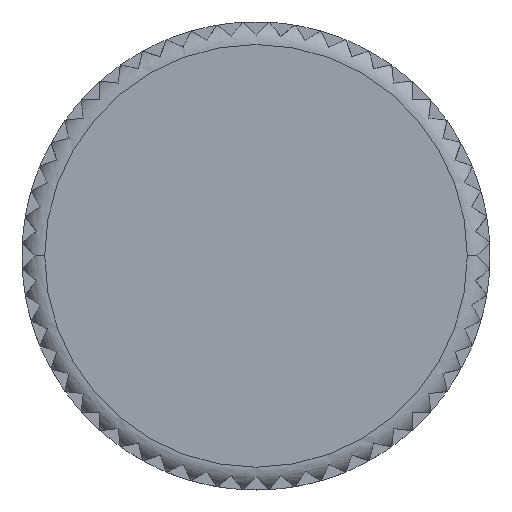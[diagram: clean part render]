
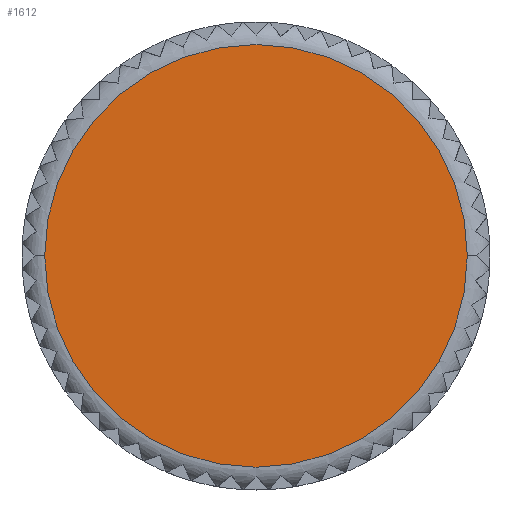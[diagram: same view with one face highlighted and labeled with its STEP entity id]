
A CAD part, top view. The second image highlights one B-rep face of the part: STEP entity #1612.
In plain terms, the highlighted planar face has unit normal (0, 0, 1).
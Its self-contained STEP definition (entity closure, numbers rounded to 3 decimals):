
#1414=EDGE_CURVE('',#3228,#1874,#3833,.T.);
#1612=ADVANCED_FACE('',(#4046),#4047,.T.);
#1874=VERTEX_POINT('',#4336);
#3048=EDGE_CURVE('',#1874,#3228,#5617,.T.);
#3228=VERTEX_POINT('',#5811);
#3833=CIRCLE('',#6629,14.0);
#4046=FACE_OUTER_BOUND('',#7124,.T.);
#4047=PLANE('',#7125);
#4336=CARTESIAN_POINT('',(-14.0,0.,27.0));
#5617=CIRCLE('',#10184,14.0);
#5811=CARTESIAN_POINT('',(14.0,0.,27.0));
#6629=AXIS2_PLACEMENT_3D('',#11622,#11623,#11624);
#7124=EDGE_LOOP('',(#11934,#11935));
#7125=AXIS2_PLACEMENT_3D('',#11936,#11937,#11938);
#10184=AXIS2_PLACEMENT_3D('',#13650,#13651,#13652);
#11622=CARTESIAN_POINT('',(0.0,0.,27.0));
#11623=DIRECTION('',(0.0,0.0,1.0));
#11624=DIRECTION('',(-1.0,0.,0.0));
#11934=ORIENTED_EDGE('',*,*,#3048,.T.);
#11935=ORIENTED_EDGE('',*,*,#1414,.T.);
#11936=CARTESIAN_POINT('',(-7.0,0.,27.0));
#11937=DIRECTION('',(0.0,0.0,1.0));
#11938=DIRECTION('',(-1.0,0.,0.0));
#13650=CARTESIAN_POINT('',(0.0,0.,27.0));
#13651=DIRECTION('',(0.0,0.0,1.0));
#13652=DIRECTION('',(-1.0,0.,0.0));
